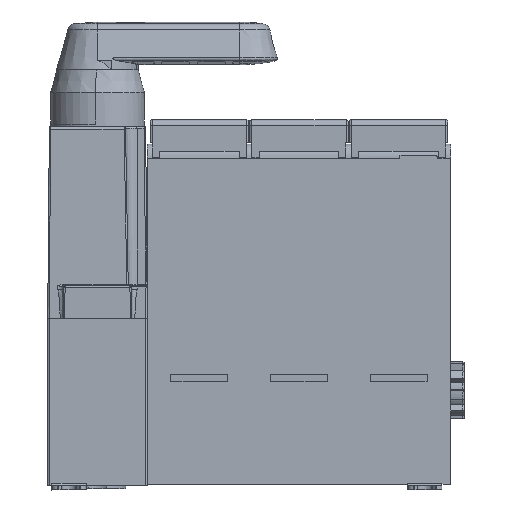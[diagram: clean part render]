
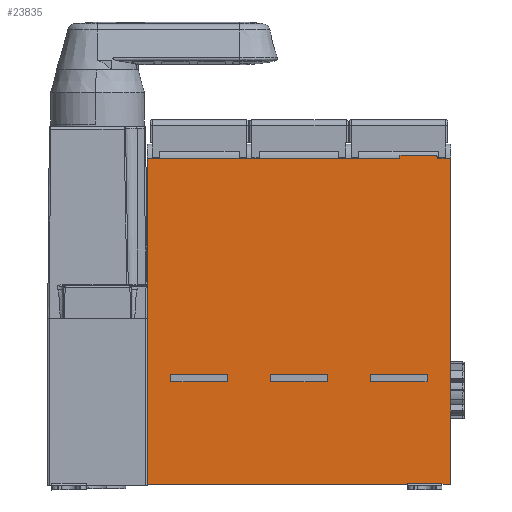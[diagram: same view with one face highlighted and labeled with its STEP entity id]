
A CAD part, left-side view. The second image highlights one B-rep face of the part: STEP entity #23835.
In plain terms, the highlighted planar face has unit normal (-1, 0, 0).
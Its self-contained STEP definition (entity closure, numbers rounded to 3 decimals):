
#982=DIRECTION('',(0.,0.,-1.));
#983=VECTOR('',#982,114.5);
#984=CARTESIAN_POINT('',(-50.006,-17.5,116.032));
#985=LINE('',#984,#983);
#1002=DIRECTION('',(0.,1.,0.));
#1003=VECTOR('',#1002,91.5);
#1004=CARTESIAN_POINT('',(-50.006,-109.,
1.532));
#1005=LINE('',#1004,#1003);
#1018=DIRECTION('',(0.,1.,0.));
#1019=VECTOR('',#1018,3.);
#1020=CARTESIAN_POINT('',(-50.006,-124.,1.532));
#1021=LINE('',#1020,#1019);
#1345=DIRECTION('',(0.,0.,-1.));
#1346=VECTOR('',#1345,114.5);
#1347=CARTESIAN_POINT('',(-50.006,-124.,
116.032));
#1348=LINE('',#1347,#1346);
#4589=DIRECTION('',(0.,-1.,0.));
#4590=VECTOR('',#4589,12.);
#4591=CARTESIAN_POINT('',(-50.006,-109.,1.86));
#4592=LINE('',#4591,#4590);
#4593=DIRECTION('',(0.,0.,1.));
#4594=VECTOR('',#4593,0.328);
#4595=CARTESIAN_POINT('',(-50.006,-109.,
1.532));
#4596=LINE('',#4595,#4594);
#4597=DIRECTION('',(0.,1.,0.));
#4598=VECTOR('',#4597,88.75);
#4599=CARTESIAN_POINT('',(-50.006,-106.25,
116.032));
#4600=LINE('',#4599,#4598);
#4601=DIRECTION('',(0.,0.,-1.));
#4602=VECTOR('',#4601,1.);
#4603=CARTESIAN_POINT('',(-50.006,-106.25,
117.032));
#4604=LINE('',#4603,#4602);
#4605=DIRECTION('',(0.,1.,0.));
#4606=VECTOR('',#4605,12.25);
#4607=CARTESIAN_POINT('',(-50.006,-118.5,
117.032));
#4608=LINE('',#4607,#4606);
#4609=CARTESIAN_POINT('',(-50.006,-118.5,
116.032));
#4610=DIRECTION('',(-1.,0.,0.));
#4611=DIRECTION('',(0.,-1.,0.));
#4612=AXIS2_PLACEMENT_3D('',#4609,#4610,#4611);
#4614=DIRECTION('',(0.,-1.,0.));
#4615=VECTOR('',#4614,4.5);
#4616=CARTESIAN_POINT('',(-50.006,-119.5,
116.032));
#4617=LINE('',#4616,#4615);
#4618=DIRECTION('',(0.,0.,1.));
#4619=VECTOR('',#4618,0.328);
#4620=CARTESIAN_POINT('',(-50.006,-121.,
1.532));
#4621=LINE('',#4620,#4619);
#4859=CARTESIAN_POINT('',(-50.006,-119.5,
116.032));
#4861=DIRECTION('',(0.,0.,1.));
#4862=VECTOR('',#4861,2.5);
#4863=CARTESIAN_POINT('',(-50.006,-26.55,
37.532));
#4864=LINE('',#4863,#4862);
#4873=DIRECTION('',(0.,1.,0.));
#4874=VECTOR('',#4873,18.4);
#4875=CARTESIAN_POINT('',(-50.006,-44.95,
40.032));
#4876=LINE('',#4875,#4874);
#4923=DIRECTION('',(0.,0.,1.));
#4924=VECTOR('',#4923,2.5);
#4925=CARTESIAN_POINT('',(-50.006,-44.95,
37.532));
#4926=LINE('',#4925,#4924);
#4931=DIRECTION('',(0.,1.,0.));
#4932=VECTOR('',#4931,18.4);
#4933=CARTESIAN_POINT('',(-50.006,-44.95,
37.532));
#4934=LINE('',#4933,#4932);
#5009=DIRECTION('',(0.,0.,1.));
#5010=VECTOR('',#5009,2.5);
#5011=CARTESIAN_POINT('',(-50.006,-61.55,
37.532));
#5012=LINE('',#5011,#5010);
#5021=DIRECTION('',(0.,1.,0.));
#5022=VECTOR('',#5021,18.4);
#5023=CARTESIAN_POINT('',(-50.006,-79.95,
40.032));
#5024=LINE('',#5023,#5022);
#5071=DIRECTION('',(0.,0.,1.));
#5072=VECTOR('',#5071,2.5);
#5073=CARTESIAN_POINT('',(-50.006,-79.95,
37.532));
#5074=LINE('',#5073,#5072);
#5079=DIRECTION('',(0.,1.,0.));
#5080=VECTOR('',#5079,18.4);
#5081=CARTESIAN_POINT('',(-50.006,-79.95,
37.532));
#5082=LINE('',#5081,#5080);
#5157=DIRECTION('',(0.,0.,1.));
#5158=VECTOR('',#5157,2.5);
#5159=CARTESIAN_POINT('',(-50.006,-96.55,
37.532));
#5160=LINE('',#5159,#5158);
#5169=DIRECTION('',(0.,1.,0.));
#5170=VECTOR('',#5169,18.4);
#5171=CARTESIAN_POINT('',(-50.006,-114.95,40.032));
#5172=LINE('',#5171,#5170);
#5219=DIRECTION('',(0.,0.,1.));
#5220=VECTOR('',#5219,2.5);
#5221=CARTESIAN_POINT('',(-50.006,-114.95,37.532));
#5222=LINE('',#5221,#5220);
#5227=DIRECTION('',(0.,1.,0.));
#5228=VECTOR('',#5227,18.4);
#5229=CARTESIAN_POINT('',(-50.006,-114.95,37.532));
#5230=LINE('',#5229,#5228);
#13777=CARTESIAN_POINT('',(-50.006,-118.5,
117.032));
#13778=CARTESIAN_POINT('',(-50.006,-106.25,
117.032));
#13779=VERTEX_POINT('',#13777);
#13780=VERTEX_POINT('',#13778);
#13782=CARTESIAN_POINT('',(-50.006,-124.,
116.032));
#13784=VERTEX_POINT('',#13782);
#13785=CARTESIAN_POINT('',(-50.006,-124.,1.532));
#13786=VERTEX_POINT('',#13785);
#13794=CARTESIAN_POINT('',(-50.006,-17.5,
116.032));
#13796=VERTEX_POINT('',#13794);
#13797=CARTESIAN_POINT('',(-50.006,-17.5,
1.532));
#13798=VERTEX_POINT('',#13797);
#13813=VERTEX_POINT('',#4859);
#13816=CARTESIAN_POINT('',(-50.006,-106.25,
116.032));
#13817=VERTEX_POINT('',#13816);
#13834=CARTESIAN_POINT('',(-50.006,-26.55,
37.532));
#13835=CARTESIAN_POINT('',(-50.006,-26.55,
40.032));
#13836=VERTEX_POINT('',#13834);
#13837=VERTEX_POINT('',#13835);
#13838=CARTESIAN_POINT('',(-50.006,-44.95,
37.532));
#13839=CARTESIAN_POINT('',(-50.006,-44.95,
40.032));
#13840=VERTEX_POINT('',#13838);
#13841=VERTEX_POINT('',#13839);
#13850=CARTESIAN_POINT('',(-50.006,-61.55,
37.532));
#13851=CARTESIAN_POINT('',(-50.006,-61.55,
40.032));
#13852=VERTEX_POINT('',#13850);
#13853=VERTEX_POINT('',#13851);
#13854=CARTESIAN_POINT('',(-50.006,-79.95,
37.532));
#13855=CARTESIAN_POINT('',(-50.006,-79.95,
40.032));
#13856=VERTEX_POINT('',#13854);
#13857=VERTEX_POINT('',#13855);
#13994=CARTESIAN_POINT('',(-50.006,-96.55,
37.532));
#13995=CARTESIAN_POINT('',(-50.006,-96.55,
40.032));
#13996=VERTEX_POINT('',#13994);
#13997=VERTEX_POINT('',#13995);
#13998=CARTESIAN_POINT('',(-50.006,-114.95,37.532));
#13999=CARTESIAN_POINT('',(-50.006,-114.95,40.032));
#14000=VERTEX_POINT('',#13998);
#14001=VERTEX_POINT('',#13999);
#14911=CARTESIAN_POINT('',(-50.006,-121.,
1.532));
#14912=VERTEX_POINT('',#14911);
#14913=CARTESIAN_POINT('',(-50.006,-109.,
1.532));
#14914=VERTEX_POINT('',#14913);
#14915=CARTESIAN_POINT('',(-50.006,-109.,1.86));
#14916=CARTESIAN_POINT('',(-50.006,-121.,1.86));
#14917=VERTEX_POINT('',#14915);
#14918=VERTEX_POINT('',#14916);
#23780=CARTESIAN_POINT('',(-50.006,-107.988,
91.232));
#23781=DIRECTION('',(-1.,0.,0.));
#23782=DIRECTION('',(0.,0.,1.));
#23783=AXIS2_PLACEMENT_3D('',#23780,#23781,#23782);
#23784=PLANE('',#23783);
#23786=ORIENTED_EDGE('',*,*,#23785,.F.);
#23788=ORIENTED_EDGE('',*,*,#23787,.F.);
#23789=ORIENTED_EDGE('',*,*,#16559,.T.);
#23790=ORIENTED_EDGE('',*,*,#16526,.F.);
#23791=ORIENTED_EDGE('',*,*,#17235,.F.);
#23793=ORIENTED_EDGE('',*,*,#23792,.F.);
#23795=ORIENTED_EDGE('',*,*,#23794,.F.);
#23797=ORIENTED_EDGE('',*,*,#23796,.F.);
#23798=ORIENTED_EDGE('',*,*,#17227,.T.);
#23799=ORIENTED_EDGE('',*,*,#17134,.T.);
#23800=ORIENTED_EDGE('',*,*,#16567,.T.);
#23802=ORIENTED_EDGE('',*,*,#23801,.T.);
#23803=EDGE_LOOP('',(#23786,#23788,#23789,#23790,#23791,#23793,#23795,#23797,
#23798,#23799,#23800,#23802));
#23804=FACE_OUTER_BOUND('',#23803,.F.);
#23806=ORIENTED_EDGE('',*,*,#23805,.F.);
#23808=ORIENTED_EDGE('',*,*,#23807,.F.);
#23810=ORIENTED_EDGE('',*,*,#23809,.T.);
#23812=ORIENTED_EDGE('',*,*,#23811,.T.);
#23813=EDGE_LOOP('',(#23806,#23808,#23810,#23812));
#23814=FACE_BOUND('',#23813,.F.);
#23816=ORIENTED_EDGE('',*,*,#23815,.F.);
#23818=ORIENTED_EDGE('',*,*,#23817,.F.);
#23820=ORIENTED_EDGE('',*,*,#23819,.T.);
#23822=ORIENTED_EDGE('',*,*,#23821,.T.);
#23823=EDGE_LOOP('',(#23816,#23818,#23820,#23822));
#23824=FACE_BOUND('',#23823,.F.);
#23826=ORIENTED_EDGE('',*,*,#23825,.F.);
#23828=ORIENTED_EDGE('',*,*,#23827,.F.);
#23830=ORIENTED_EDGE('',*,*,#23829,.T.);
#23832=ORIENTED_EDGE('',*,*,#23831,.T.);
#23833=EDGE_LOOP('',(#23826,#23828,#23830,#23832));
#23834=FACE_BOUND('',#23833,.F.);
#4613=CIRCLE('',#4612,1.);
#16526=EDGE_CURVE('',#13796,#13798,#985,.T.);
#16559=EDGE_CURVE('',#14914,#13798,#1005,.T.);
#16567=EDGE_CURVE('',#13786,#14912,#1021,.T.);
#17134=EDGE_CURVE('',#13784,#13786,#1348,.T.);
#17227=EDGE_CURVE('',#13813,#13784,#4617,.T.);
#17235=EDGE_CURVE('',#13817,#13796,#4600,.T.);
#23785=EDGE_CURVE('',#14917,#14918,#4592,.T.);
#23787=EDGE_CURVE('',#14914,#14917,#4596,.T.);
#23792=EDGE_CURVE('',#13780,#13817,#4604,.T.);
#23794=EDGE_CURVE('',#13779,#13780,#4608,.T.);
#23796=EDGE_CURVE('',#13813,#13779,#4613,.T.);
#23801=EDGE_CURVE('',#14912,#14918,#4621,.T.);
#23805=EDGE_CURVE('',#13836,#13837,#4864,.T.);
#23807=EDGE_CURVE('',#13840,#13836,#4934,.T.);
#23809=EDGE_CURVE('',#13840,#13841,#4926,.T.);
#23811=EDGE_CURVE('',#13841,#13837,#4876,.T.);
#23815=EDGE_CURVE('',#13852,#13853,#5012,.T.);
#23817=EDGE_CURVE('',#13856,#13852,#5082,.T.);
#23819=EDGE_CURVE('',#13856,#13857,#5074,.T.);
#23821=EDGE_CURVE('',#13857,#13853,#5024,.T.);
#23825=EDGE_CURVE('',#13996,#13997,#5160,.T.);
#23827=EDGE_CURVE('',#14000,#13996,#5230,.T.);
#23829=EDGE_CURVE('',#14000,#14001,#5222,.T.);
#23831=EDGE_CURVE('',#14001,#13997,#5172,.T.);
#23835=ADVANCED_FACE('',(#23804,#23814,#23824,#23834),#23784,.T.);
